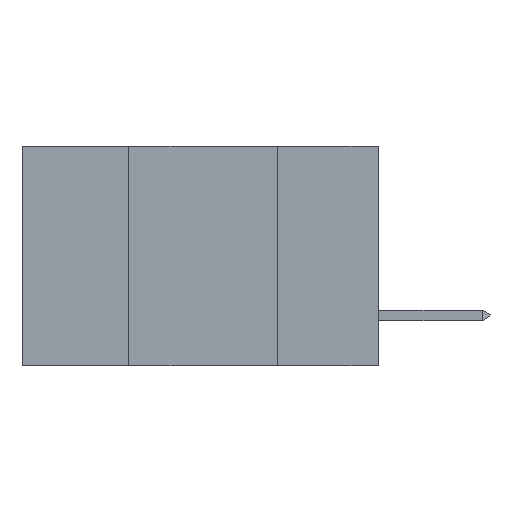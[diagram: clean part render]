
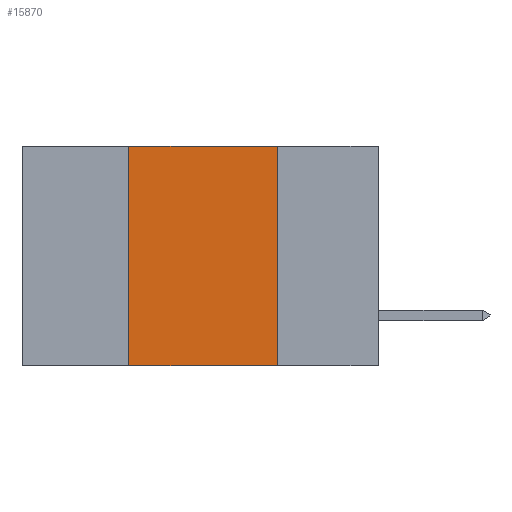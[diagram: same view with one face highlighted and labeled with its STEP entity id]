
A CAD part, left-side view. The second image highlights one B-rep face of the part: STEP entity #15870.
In plain terms, the highlighted planar face has unit normal (-1, 0, 0).
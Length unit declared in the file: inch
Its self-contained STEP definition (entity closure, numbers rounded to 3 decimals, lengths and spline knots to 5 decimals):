
#1980 = DIRECTION ( 'NONE',  ( 1., 0., 0. ) ) ;
#2544 = LINE ( 'NONE', #8326, #14807 ) ;
#2806 = DIRECTION ( 'NONE',  ( 0., 0., 1. ) ) ;
#3406 = LINE ( 'NONE', #7131, #5574 ) ;
#3731 = VERTEX_POINT ( 'NONE', #14348 ) ;
#3788 = DIRECTION ( 'NONE',  ( 0., 0., -1. ) ) ;
#4884 = CARTESIAN_POINT ( 'NONE',  ( 0., 0.42, -0.37 ) ) ;
#5443 = CARTESIAN_POINT ( 'NONE',  ( 0., 0.17, -0.37 ) ) ;
#5541 = VECTOR ( 'NONE', #2806, 39.37008 ) ;
#5574 = VECTOR ( 'NONE', #7236, 39.37008 ) ;
#6877 = EDGE_CURVE ( 'NONE', #7291, #14328, #2544, .T. ) ;
#6966 = ORIENTED_EDGE ( 'NONE', *, *, #21771, .F. ) ;
#7090 = VERTEX_POINT ( 'NONE', #21666 ) ;
#7131 = CARTESIAN_POINT ( 'NONE',  ( 0., 0.17, -0.37 ) ) ;
#7236 = DIRECTION ( 'NONE',  ( 0., 0., -1. ) ) ;
#7291 = VERTEX_POINT ( 'NONE', #4884 ) ;
#8226 = LINE ( 'NONE', #15808, #5541 ) ;
#8326 = CARTESIAN_POINT ( 'NONE',  ( 0., 0.6, -0.37 ) ) ;
#8806 = EDGE_CURVE ( 'NONE', #7090, #3731, #17805, .T. ) ;
#9369 = ORIENTED_EDGE ( 'NONE', *, *, #6877, .T. ) ;
#9461 = ORIENTED_EDGE ( 'NONE', *, *, #8806, .F. ) ;
#9584 = VECTOR ( 'NONE', #16005, 39.37008 ) ;
#9816 = EDGE_LOOP ( 'NONE', ( #6966, #9461, #10941, #9369 ) ) ;
#10329 = CARTESIAN_POINT ( 'NONE',  ( 0., 0.6, 0. ) ) ;
#10941 = ORIENTED_EDGE ( 'NONE', *, *, #20336, .F. ) ;
#14328 = VERTEX_POINT ( 'NONE', #5443 ) ;
#14348 = CARTESIAN_POINT ( 'NONE',  ( 0., 0.17, 0. ) ) ;
#14513 = CARTESIAN_POINT ( 'NONE',  ( 0., 0.6, 0. ) ) ;
#14671 = AXIS2_PLACEMENT_3D ( 'NONE', #14513, #1980, #3788 ) ;
#14807 = VECTOR ( 'NONE', #21187, 39.37008 ) ;
#15808 = CARTESIAN_POINT ( 'NONE',  ( 0., 0.42, -0.37 ) ) ;
#15870 = ADVANCED_FACE ( 'NONE', ( #18470 ), #20278, .F. ) ;
#16005 = DIRECTION ( 'NONE',  ( 0., -1., 0. ) ) ;
#17805 = LINE ( 'NONE', #10329, #9584 ) ;
#18470 = FACE_OUTER_BOUND ( 'NONE', #9816, .T. ) ;
#20278 = PLANE ( 'NONE',  #14671 ) ;
#20336 = EDGE_CURVE ( 'NONE', #7291, #7090, #8226, .T. ) ;
#21187 = DIRECTION ( 'NONE',  ( 0., -1., 0. ) ) ;
#21666 = CARTESIAN_POINT ( 'NONE',  ( 0., 0.42, 0. ) ) ;
#21771 = EDGE_CURVE ( 'NONE', #3731, #14328, #3406, .T. ) ;
